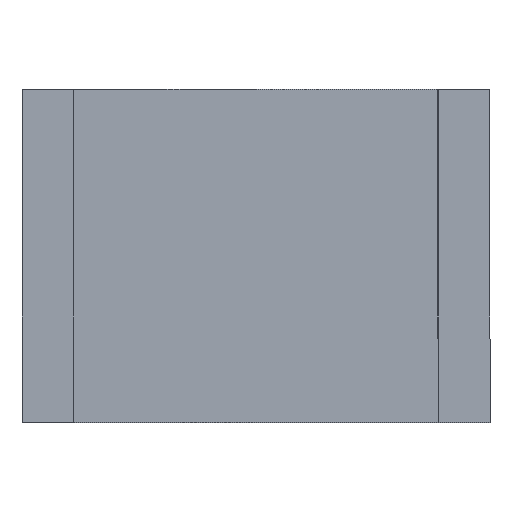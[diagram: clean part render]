
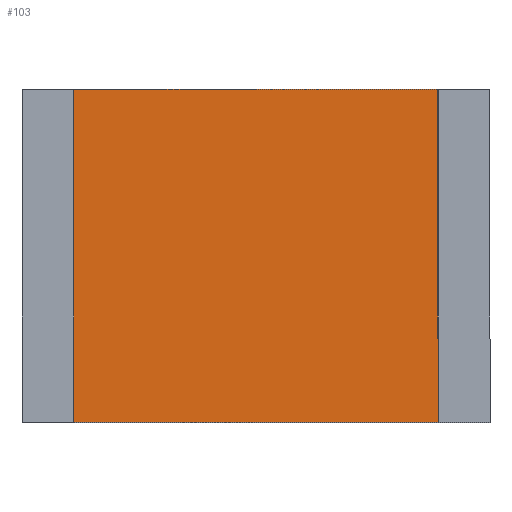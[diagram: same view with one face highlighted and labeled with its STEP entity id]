
A CAD part, top view. The second image highlights one B-rep face of the part: STEP entity #103.
In plain terms, the highlighted planar face has unit normal (0, 0, 1).
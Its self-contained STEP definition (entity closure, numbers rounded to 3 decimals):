
#103 = ADVANCED_FACE( '', ( #174 ), #175, .F. );
#174 = FACE_OUTER_BOUND( '', #224, .T. );
#175 = PLANE( '', #225 );
#224 = EDGE_LOOP( '', ( #302, #303, #304, #305 ) );
#225 = AXIS2_PLACEMENT_3D( '', #306, #307, #308 );
#302 = ORIENTED_EDGE( '', *, *, #355, .F. );
#303 = ORIENTED_EDGE( '', *, *, #365, .F. );
#304 = ORIENTED_EDGE( '', *, *, #362, .F. );
#305 = ORIENTED_EDGE( '', *, *, #337, .F. );
#306 = CARTESIAN_POINT( '', ( 0., 0., 0.8 ) );
#307 = DIRECTION( '', ( 0., 0., -1. ) );
#308 = DIRECTION( '', ( -1., 0., 0. ) );
#337 = EDGE_CURVE( '', #374, #376, #377, .T. );
#355 = EDGE_CURVE( '', #403, #374, #405, .T. );
#362 = EDGE_CURVE( '', #376, #413, #414, .T. );
#365 = EDGE_CURVE( '', #413, #403, #417, .T. );
#374 = VERTEX_POINT( '', #427 );
#376 = VERTEX_POINT( '', #430 );
#377 = LINE( '', #431, #432 );
#403 = VERTEX_POINT( '', #470 );
#405 = LINE( '', #473, #474 );
#413 = VERTEX_POINT( '', #485 );
#414 = LINE( '', #486, #487 );
#417 = LINE( '', #491, #492 );
#427 = CARTESIAN_POINT( '', ( 1.75, -1.6, 0.8 ) );
#430 = CARTESIAN_POINT( '', ( -1.75, -1.6, 0.8 ) );
#431 = CARTESIAN_POINT( '', ( 1.75, -1.6, 0.8 ) );
#432 = VECTOR( '', #500, 1000. );
#470 = CARTESIAN_POINT( '', ( 1.75, 1.6, 0.8 ) );
#473 = CARTESIAN_POINT( '', ( 1.75, 1.6, 0.8 ) );
#474 = VECTOR( '', #514, 1000. );
#485 = CARTESIAN_POINT( '', ( -1.75, 1.6, 0.8 ) );
#486 = CARTESIAN_POINT( '', ( -1.75, -1.6, 0.8 ) );
#487 = VECTOR( '', #518, 1000. );
#491 = CARTESIAN_POINT( '', ( -1.75, 1.6, 0.8 ) );
#492 = VECTOR( '', #520, 1000. );
#500 = DIRECTION( '', ( -1., 0., 0. ) );
#514 = DIRECTION( '', ( 0., -1., 0. ) );
#518 = DIRECTION( '', ( 0., 1., 0. ) );
#520 = DIRECTION( '', ( 1., 0., 0. ) );
